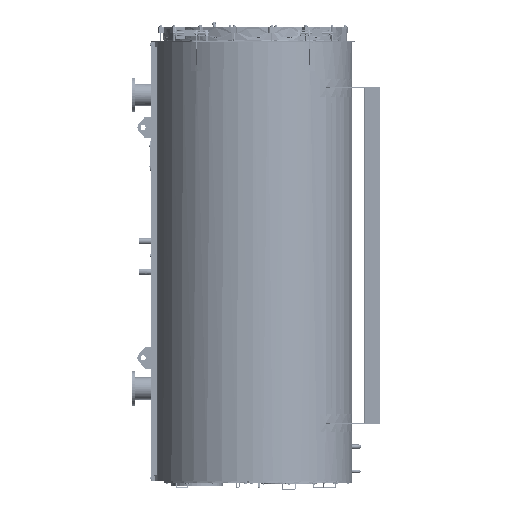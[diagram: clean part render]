
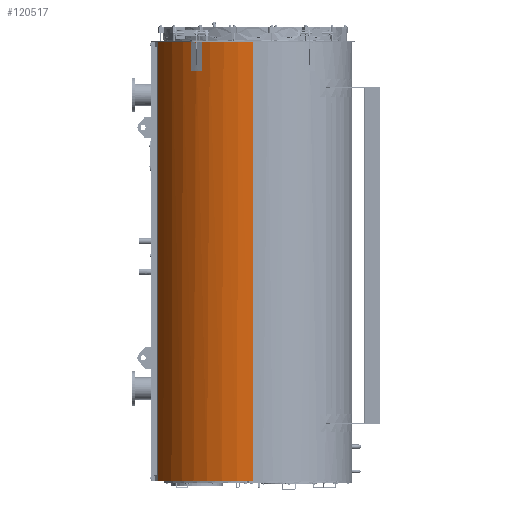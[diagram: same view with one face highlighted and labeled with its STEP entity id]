
A CAD part, left-side view. The second image highlights one B-rep face of the part: STEP entity #120517.
In plain terms, the highlighted cylindrical face has radius 972.8 mm (diameter 1945.6 mm), a partial arc.
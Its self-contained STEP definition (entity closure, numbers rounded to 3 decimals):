
#217=ELLIPSE('',#131170,1375.747,972.8);
#10708=FACE_OUTER_BOUND('',#18059,.T.);
#18059=EDGE_LOOP('',(#93560,#93561,#93562,#93563,#93564,#93565,#93566,#93567));
#26435=LINE('',#197765,#34986);
#26436=LINE('',#197768,#34987);
#26437=LINE('',#197769,#34988);
#26438=LINE('',#197771,#34989);
#34986=VECTOR('',#157344,10.);
#34987=VECTOR('',#157347,10.);
#34988=VECTOR('',#157348,10.);
#34989=VECTOR('',#157349,10.);
#38583=CIRCLE('',#123544,972.8);
#40064=CIRCLE('',#126240,972.8);
#40065=CIRCLE('',#126241,972.8);
#46033=VERTEX_POINT('',#172369);
#46036=VERTEX_POINT('',#172374);
#48038=VERTEX_POINT('',#179566);
#48039=VERTEX_POINT('',#179568);
#48042=VERTEX_POINT('',#179574);
#48043=VERTEX_POINT('',#179576);
#52637=VERTEX_POINT('',#197767);
#52638=VERTEX_POINT('',#197770);
#57397=EDGE_CURVE('',#46036,#46033,#38583,.T.);
#60388=EDGE_CURVE('',#48039,#48038,#40064,.T.);
#60392=EDGE_CURVE('',#48043,#48042,#40065,.T.);
#67216=EDGE_CURVE('',#48038,#46033,#26435,.T.);
#67217=EDGE_CURVE('',#52637,#48039,#26436,.T.);
#67218=EDGE_CURVE('',#48043,#46036,#26437,.T.);
#67219=EDGE_CURVE('',#48042,#52638,#26438,.T.);
#67220=EDGE_CURVE('',#52638,#52637,#217,.T.);
#93560=ORIENTED_EDGE('',*,*,#67217,.T.);
#93561=ORIENTED_EDGE('',*,*,#60388,.T.);
#93562=ORIENTED_EDGE('',*,*,#67216,.T.);
#93563=ORIENTED_EDGE('',*,*,#57397,.F.);
#93564=ORIENTED_EDGE('',*,*,#67218,.F.);
#93565=ORIENTED_EDGE('',*,*,#60392,.T.);
#93566=ORIENTED_EDGE('',*,*,#67219,.T.);
#93567=ORIENTED_EDGE('',*,*,#67220,.T.);
#109477=CYLINDRICAL_SURFACE('',#131169,972.8);
#120517=ADVANCED_FACE('',(#10708),#109477,.T.);
#123544=AXIS2_PLACEMENT_3D('',#172376,#137055,#137056);
#126240=AXIS2_PLACEMENT_3D('',#179569,#143465,#143466);
#126241=AXIS2_PLACEMENT_3D('',#179577,#143470,#143471);
#131169=AXIS2_PLACEMENT_3D('',#197766,#157345,#157346);
#131170=AXIS2_PLACEMENT_3D('',#197772,#157350,#157351);
#137055=DIRECTION('center_axis',(0.,0.,
-1.));
#137056=DIRECTION('ref_axis',(0.,1.,0.));
#143465=DIRECTION('center_axis',(0.,0.,
-1.));
#143466=DIRECTION('ref_axis',(0.,1.,0.));
#143470=DIRECTION('center_axis',(0.,0.,
-1.));
#143471=DIRECTION('ref_axis',(0.,1.,0.));
#157344=DIRECTION('',(0.,0.,-1.));
#157345=DIRECTION('center_axis',(0.,0.,
-1.));
#157346=DIRECTION('ref_axis',(0.,1.,0.));
#157347=DIRECTION('',(0.,0.,1.));
#157348=DIRECTION('',(0.,0.,-1.));
#157349=DIRECTION('',(0.,0.,-1.));
#157350=DIRECTION('center_axis',(-0.707,0.,
-0.707));
#157351=DIRECTION('ref_axis',(0.707,0.,-0.707));
#172369=CARTESIAN_POINT('',(-288.331,959.934,-2176.732));
#172374=CARTESIAN_POINT('',(-986.131,26.863,-2176.732));
#172376=CARTESIAN_POINT('Origin',(-13.331,26.813,-2176.732));
#179566=CARTESIAN_POINT('',(-288.331,959.934,2123.268));
#179568=CARTESIAN_POINT('',(-808.076,587.813,2123.268));
#179569=CARTESIAN_POINT('Origin',(-13.331,26.813,2123.268));
#179574=CARTESIAN_POINT('',(-816.412,575.813,2123.268));
#179576=CARTESIAN_POINT('',(-986.131,26.863,2123.268));
#179577=CARTESIAN_POINT('Origin',(-13.331,26.813,2123.268));
#197765=CARTESIAN_POINT('',(-288.331,959.934,2123.268));
#197766=CARTESIAN_POINT('Origin',(-13.331,26.813,2123.268));
#197767=CARTESIAN_POINT('',(-808.076,587.813,1894.012));
#197768=CARTESIAN_POINT('',(-808.076,587.813,2123.268));
#197769=CARTESIAN_POINT('',(-986.131,26.863,2123.268));
#197770=CARTESIAN_POINT('',(-816.412,575.813,1902.348));
#197771=CARTESIAN_POINT('',(-816.412,575.813,2123.268));
#197772=CARTESIAN_POINT('Origin',(-13.331,26.813,1099.268));
